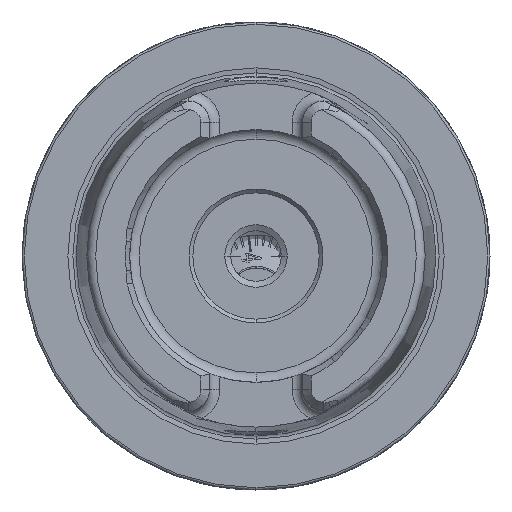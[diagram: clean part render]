
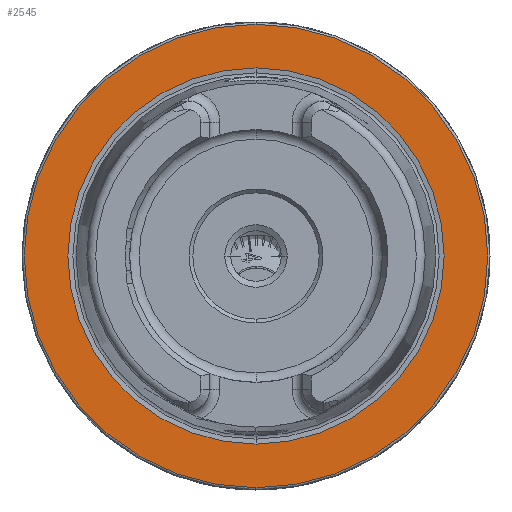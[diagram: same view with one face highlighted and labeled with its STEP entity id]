
A CAD part, left-side view. The second image highlights one B-rep face of the part: STEP entity #2545.
In plain terms, the highlighted planar face has unit normal (-1, 0, 0).
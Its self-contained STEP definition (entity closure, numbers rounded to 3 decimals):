
#71 = VERTEX_POINT ( 'NONE', #14308 ) ;
#298 = DIRECTION ( 'NONE',  ( 0., 0., 1. ) ) ;
#379 = EDGE_LOOP ( 'NONE', ( #31406, #28833 ) ) ;
#458 = DIRECTION ( 'NONE',  ( -1., 0., 0. ) ) ;
#939 = CARTESIAN_POINT ( 'NONE',  ( 0., 0., 0. ) ) ;
#1851 = CARTESIAN_POINT ( 'NONE',  ( 0., 0., 0. ) ) ;
#2545 = ADVANCED_FACE ( 'NONE', ( #13721, #11112 ), #28027, .F. ) ;
#2792 = ORIENTED_EDGE ( 'NONE', *, *, #6852, .T. ) ;
#2954 = CARTESIAN_POINT ( 'NONE',  ( 0., 0., 25.324 ) ) ;
#4593 = DIRECTION ( 'NONE',  ( 0., 0., 1. ) ) ;
#6852 = EDGE_CURVE ( 'NONE', #25888, #9119, #7458, .T. ) ;
#7458 = CIRCLE ( 'NONE', #27159, 31.2 ) ;
#7774 = CARTESIAN_POINT ( 'NONE',  ( 0., 0., 0. ) ) ;
#8699 = DIRECTION ( 'NONE',  ( 0., 0., -1. ) ) ;
#9119 = VERTEX_POINT ( 'NONE', #24613 ) ;
#9554 = DIRECTION ( 'NONE',  ( 0., 0., 1. ) ) ;
#9861 = DIRECTION ( 'NONE',  ( -1., 0., 0. ) ) ;
#10517 = DIRECTION ( 'NONE',  ( 0., 0., 1. ) ) ;
#10973 = AXIS2_PLACEMENT_3D ( 'NONE', #21051, #30973, #8699 ) ;
#11112 = FACE_OUTER_BOUND ( 'NONE', #23103, .T. ) ;
#12987 = AXIS2_PLACEMENT_3D ( 'NONE', #939, #16034, #10517 ) ;
#13721 = FACE_BOUND ( 'NONE', #379, .T. ) ;
#14308 = CARTESIAN_POINT ( 'NONE',  ( 0., 0., -25.324 ) ) ;
#14640 = EDGE_CURVE ( 'NONE', #21745, #71, #17200, .T. ) ;
#16034 = DIRECTION ( 'NONE',  ( -1., 0., 0. ) ) ;
#16158 = AXIS2_PLACEMENT_3D ( 'NONE', #7774, #458, #298 ) ;
#17200 = CIRCLE ( 'NONE', #16158, 25.324 ) ;
#19014 = AXIS2_PLACEMENT_3D ( 'NONE', #1851, #19559, #4593 ) ;
#19559 = DIRECTION ( 'NONE',  ( -1., 0., 0. ) ) ;
#20793 = CIRCLE ( 'NONE', #12987, 25.324 ) ;
#21051 = CARTESIAN_POINT ( 'NONE',  ( 0., 31.2, 0. ) ) ;
#21690 = EDGE_CURVE ( 'NONE', #9119, #25888, #27301, .T. ) ;
#21745 = VERTEX_POINT ( 'NONE', #2954 ) ;
#23103 = EDGE_LOOP ( 'NONE', ( #30711, #2792 ) ) ;
#24613 = CARTESIAN_POINT ( 'NONE',  ( 0., 0., 31.2 ) ) ;
#25888 = VERTEX_POINT ( 'NONE', #30192 ) ;
#27159 = AXIS2_PLACEMENT_3D ( 'NONE', #27405, #9861, #9554 ) ;
#27301 = CIRCLE ( 'NONE', #19014, 31.2 ) ;
#27405 = CARTESIAN_POINT ( 'NONE',  ( 0., 0., 0. ) ) ;
#28027 = PLANE ( 'NONE',  #10973 ) ;
#28371 = EDGE_CURVE ( 'NONE', #71, #21745, #20793, .T. ) ;
#28833 = ORIENTED_EDGE ( 'NONE', *, *, #28371, .F. ) ;
#30192 = CARTESIAN_POINT ( 'NONE',  ( 0., 0., -31.2 ) ) ;
#30711 = ORIENTED_EDGE ( 'NONE', *, *, #21690, .T. ) ;
#30973 = DIRECTION ( 'NONE',  ( 1., 0., 0. ) ) ;
#31406 = ORIENTED_EDGE ( 'NONE', *, *, #14640, .F. ) ;
